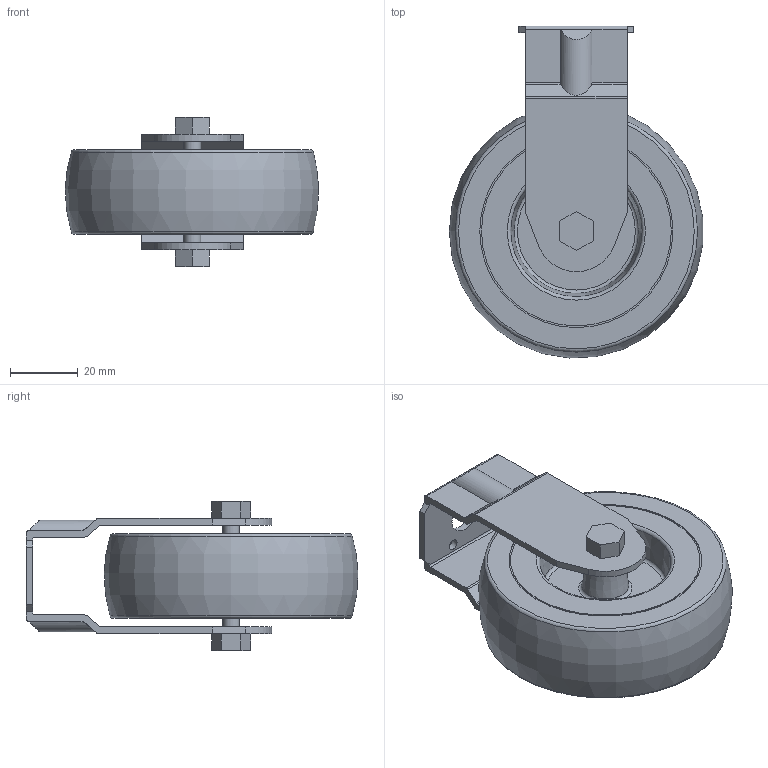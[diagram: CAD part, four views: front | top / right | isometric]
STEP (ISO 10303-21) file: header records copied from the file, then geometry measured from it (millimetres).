
FILE_DESCRIPTION(/* description */ ('STEP AP214'),/* implementation_level */ '2;1');
FILE_NAME(/* name */ 'K1759.075251',/* time_stamp */ '2025-06-23T11:47:52+02:00',/* author */ ('License CC BY-ND 4.0'),/* organization */ ('CADENAS'),/* preprocessor_version */ 'ST-DEVELOPER v19.3',/* originating_system */ 'PARTsolutions',/* authorisation */ ' ');
FILE_SCHEMA (('AUTOMOTIVE_DESIGN {1 0 10303 214 3 1 1}'));
Length unit declared in the file: millimetre
Products named in the file (1): K1759.075251
Bounding box: 74.76 x 97.93 x 44 mm (x, y, z)
Volume: 97866.4 mm3; surface area: 27299.8 mm2
Topology: 1 solids, 1 shells, 99 faces, 241 edges, 156 vertices
Faces by surface type: plane 56, cylinder 28, torus 11, cone 4
Full cylindrical faces by diameter (mm): 3.2 x3, 5 x2, 11 x1, 56 x2, 57 x2
Entity records: 2824 total; most frequent: DIRECTION 484, CARTESIAN_POINT 484, ORIENTED_EDGE 432, EDGE_CURVE 216, AXIS2_PLACEMENT_3D 172, VERTEX_POINT 156, EDGE_LOOP 146, FACE_BOUND 146
